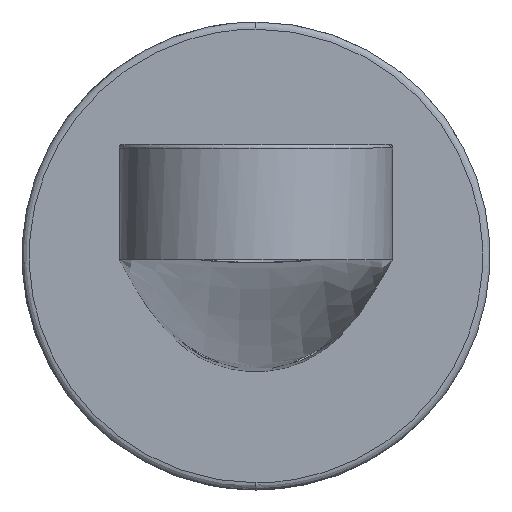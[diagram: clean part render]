
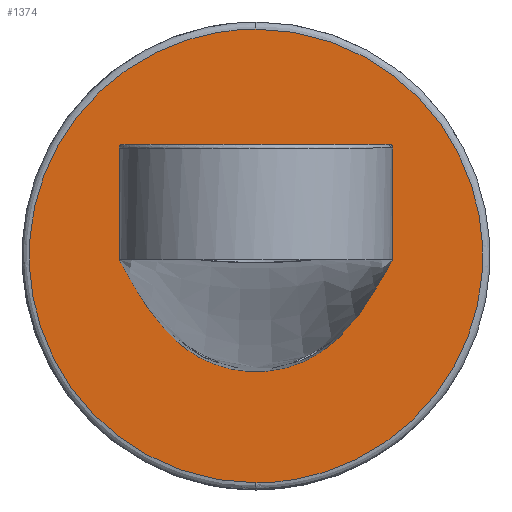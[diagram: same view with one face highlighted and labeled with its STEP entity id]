
A CAD part, front view. The second image highlights one B-rep face of the part: STEP entity #1374.
In plain terms, the highlighted face is planar.
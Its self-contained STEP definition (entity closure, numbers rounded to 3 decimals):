
#123=FACE_BOUND('',#5811,.T.);
#124=FACE_BOUND('',#5812,.T.);
#125=FACE_BOUND('',#5813,.T.);
#1374=ADVANCED_FACE('',(#3584,#123,#124,#125),#40328,.T.);
#3584=FACE_OUTER_BOUND('',#5810,.T.);
#5810=EDGE_LOOP('',(#9703,#9704));
#5811=EDGE_LOOP('',(#9705,#9706));
#5812=EDGE_LOOP('',(#9707,#9708));
#5813=EDGE_LOOP('',(#9709,#9710));
#9703=ORIENTED_EDGE('',*,*,#22782,.F.);
#9704=ORIENTED_EDGE('',*,*,#22764,.F.);
#9705=ORIENTED_EDGE('',*,*,#22768,.F.);
#9706=ORIENTED_EDGE('',*,*,#22772,.F.);
#9707=ORIENTED_EDGE('',*,*,#22813,.F.);
#9708=ORIENTED_EDGE('',*,*,#22815,.F.);
#9709=ORIENTED_EDGE('',*,*,#22823,.F.);
#9710=ORIENTED_EDGE('',*,*,#22825,.F.);
#22764=EDGE_CURVE('',#36055,#36056,#34501,.T.);
#22768=EDGE_CURVE('',#36057,#36058,#34504,.T.);
#22772=EDGE_CURVE('',#36058,#36057,#34507,.T.);
#22782=EDGE_CURVE('',#36056,#36055,#34513,.T.);
#22813=EDGE_CURVE('',#36059,#36060,#34533,.T.);
#22815=EDGE_CURVE('',#36060,#36059,#34534,.T.);
#22823=EDGE_CURVE('',#36061,#36062,#34539,.T.);
#22825=EDGE_CURVE('',#36062,#36061,#34540,.T.);
#34501=(
BOUNDED_CURVE()
B_SPLINE_CURVE(2,(#51033,#51034,#51035,#51036,#51037),.UNSPECIFIED.,.F.,
 .F.)
B_SPLINE_CURVE_WITH_KNOTS((3,2,3),(-98.96,-49.48,
0.),.UNSPECIFIED.)
CURVE()
GEOMETRIC_REPRESENTATION_ITEM()
RATIONAL_B_SPLINE_CURVE((1.,0.707,1.,0.707,1.))
REPRESENTATION_ITEM('')
);
#34504=(
BOUNDED_CURVE()
B_SPLINE_CURVE(2,(#51046,#51047,#51048,#51049,#51050),.UNSPECIFIED.,.F.,
 .F.)
B_SPLINE_CURVE_WITH_KNOTS((3,2,3),(-41.626,-20.813,
0.),.UNSPECIFIED.)
CURVE()
GEOMETRIC_REPRESENTATION_ITEM()
RATIONAL_B_SPLINE_CURVE((1.,0.707,1.,0.707,1.))
REPRESENTATION_ITEM('')
);
#34507=(
BOUNDED_CURVE()
B_SPLINE_CURVE(2,(#51063,#51064,#51065,#51066,#51067),.UNSPECIFIED.,.F.,
 .F.)
B_SPLINE_CURVE_WITH_KNOTS((3,2,3),(-41.626,-20.813,
0.),.UNSPECIFIED.)
CURVE()
GEOMETRIC_REPRESENTATION_ITEM()
RATIONAL_B_SPLINE_CURVE((1.,0.707,1.,0.707,1.))
REPRESENTATION_ITEM('')
);
#34513=(
BOUNDED_CURVE()
B_SPLINE_CURVE(2,(#51101,#51102,#51103,#51104,#51105),.UNSPECIFIED.,.F.,
 .F.)
B_SPLINE_CURVE_WITH_KNOTS((3,2,3),(-98.96,-49.48,
0.),.UNSPECIFIED.)
CURVE()
GEOMETRIC_REPRESENTATION_ITEM()
RATIONAL_B_SPLINE_CURVE((1.,0.707,1.,0.707,1.))
REPRESENTATION_ITEM('')
);
#34533=(
BOUNDED_CURVE()
B_SPLINE_CURVE(2,(#51223,#51224,#51225,#51226,#51227),.UNSPECIFIED.,.F.,
 .F.)
B_SPLINE_CURVE_WITH_KNOTS((3,2,3),(-5.027,-2.513,
0.),.UNSPECIFIED.)
CURVE()
GEOMETRIC_REPRESENTATION_ITEM()
RATIONAL_B_SPLINE_CURVE((1.,0.707,1.,0.707,1.))
REPRESENTATION_ITEM('')
);
#34534=(
BOUNDED_CURVE()
B_SPLINE_CURVE(2,(#51230,#51231,#51232,#51233,#51234),.UNSPECIFIED.,.F.,
 .F.)
B_SPLINE_CURVE_WITH_KNOTS((3,2,3),(-5.027,-2.513,
0.),.UNSPECIFIED.)
CURVE()
GEOMETRIC_REPRESENTATION_ITEM()
RATIONAL_B_SPLINE_CURVE((1.,0.707,1.,0.707,1.))
REPRESENTATION_ITEM('')
);
#34539=(
BOUNDED_CURVE()
B_SPLINE_CURVE(2,(#51261,#51262,#51263,#51264,#51265),.UNSPECIFIED.,.F.,
 .F.)
B_SPLINE_CURVE_WITH_KNOTS((3,2,3),(-5.027,-2.513,
0.),.UNSPECIFIED.)
CURVE()
GEOMETRIC_REPRESENTATION_ITEM()
RATIONAL_B_SPLINE_CURVE((1.,0.707,1.,0.707,1.))
REPRESENTATION_ITEM('')
);
#34540=(
BOUNDED_CURVE()
B_SPLINE_CURVE(2,(#51268,#51269,#51270,#51271,#51272),.UNSPECIFIED.,.F.,
 .F.)
B_SPLINE_CURVE_WITH_KNOTS((3,2,3),(-5.027,-2.513,
0.),.UNSPECIFIED.)
CURVE()
GEOMETRIC_REPRESENTATION_ITEM()
RATIONAL_B_SPLINE_CURVE((1.,0.707,1.,0.707,1.))
REPRESENTATION_ITEM('')
);
#36055=VERTEX_POINT('',#50983);
#36056=VERTEX_POINT('',#50984);
#36057=VERTEX_POINT('',#50985);
#36058=VERTEX_POINT('',#50986);
#36059=VERTEX_POINT('',#50987);
#36060=VERTEX_POINT('',#50988);
#36061=VERTEX_POINT('',#50989);
#36062=VERTEX_POINT('',#50990);
#40328=PLANE('',#42803);
#42803=AXIS2_PLACEMENT_3D('',#50700,#44965,$);
#44965=DIRECTION('',(0.,0.,-1.));
#50700=CARTESIAN_POINT('',(37.911,37.911,-6.5));
#50983=CARTESIAN_POINT('',(31.5,0.,-6.5));
#50984=CARTESIAN_POINT('',(-31.5,0.,-6.5));
#50985=CARTESIAN_POINT('',(-13.25,0.,-6.5));
#50986=CARTESIAN_POINT('',(13.25,0.,-6.5));
#50987=CARTESIAN_POINT('',(-10.,-15.6,-6.5));
#50988=CARTESIAN_POINT('',(-10.,-12.4,-6.5));
#50989=CARTESIAN_POINT('',(-10.,12.4,-6.5));
#50990=CARTESIAN_POINT('',(-10.,15.6,-6.5));
#51033=CARTESIAN_POINT('',(31.5,0.,-6.5));
#51034=CARTESIAN_POINT('',(31.5,31.5,-6.5));
#51035=CARTESIAN_POINT('',(0.,31.5,-6.5));
#51036=CARTESIAN_POINT('',(-31.5,31.5,-6.5));
#51037=CARTESIAN_POINT('',(-31.5,0.,-6.5));
#51046=CARTESIAN_POINT('',(-13.25,0.,-6.5));
#51047=CARTESIAN_POINT('',(-13.25,13.25,-6.5));
#51048=CARTESIAN_POINT('',(0.,13.25,-6.5));
#51049=CARTESIAN_POINT('',(13.25,13.25,-6.5));
#51050=CARTESIAN_POINT('',(13.25,0.,-6.5));
#51063=CARTESIAN_POINT('',(13.25,0.,-6.5));
#51064=CARTESIAN_POINT('',(13.25,-13.25,-6.5));
#51065=CARTESIAN_POINT('',(0.,-13.25,-6.5));
#51066=CARTESIAN_POINT('',(-13.25,-13.25,-6.5));
#51067=CARTESIAN_POINT('',(-13.25,0.,-6.5));
#51101=CARTESIAN_POINT('',(-31.5,0.,-6.5));
#51102=CARTESIAN_POINT('',(-31.5,-31.5,-6.5));
#51103=CARTESIAN_POINT('',(0.,-31.5,-6.5));
#51104=CARTESIAN_POINT('',(31.5,-31.5,-6.5));
#51105=CARTESIAN_POINT('',(31.5,0.,-6.5));
#51223=CARTESIAN_POINT('',(-10.,-15.6,-6.5));
#51224=CARTESIAN_POINT('',(-11.6,-15.6,-6.5));
#51225=CARTESIAN_POINT('',(-11.6,-14.,-6.5));
#51226=CARTESIAN_POINT('',(-11.6,-12.4,-6.5));
#51227=CARTESIAN_POINT('',(-10.,-12.4,-6.5));
#51230=CARTESIAN_POINT('',(-10.,-12.4,-6.5));
#51231=CARTESIAN_POINT('',(-8.4,-12.4,-6.5));
#51232=CARTESIAN_POINT('',(-8.4,-14.,-6.5));
#51233=CARTESIAN_POINT('',(-8.4,-15.6,-6.5));
#51234=CARTESIAN_POINT('',(-10.,-15.6,-6.5));
#51261=CARTESIAN_POINT('',(-10.,12.4,-6.5));
#51262=CARTESIAN_POINT('',(-11.6,12.4,-6.5));
#51263=CARTESIAN_POINT('',(-11.6,14.,-6.5));
#51264=CARTESIAN_POINT('',(-11.6,15.6,-6.5));
#51265=CARTESIAN_POINT('',(-10.,15.6,-6.5));
#51268=CARTESIAN_POINT('',(-10.,15.6,-6.5));
#51269=CARTESIAN_POINT('',(-8.4,15.6,-6.5));
#51270=CARTESIAN_POINT('',(-8.4,14.,-6.5));
#51271=CARTESIAN_POINT('',(-8.4,12.4,-6.5));
#51272=CARTESIAN_POINT('',(-10.,12.4,-6.5));
